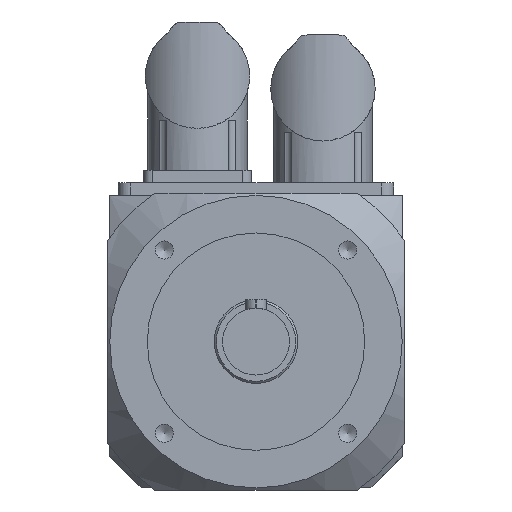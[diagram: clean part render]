
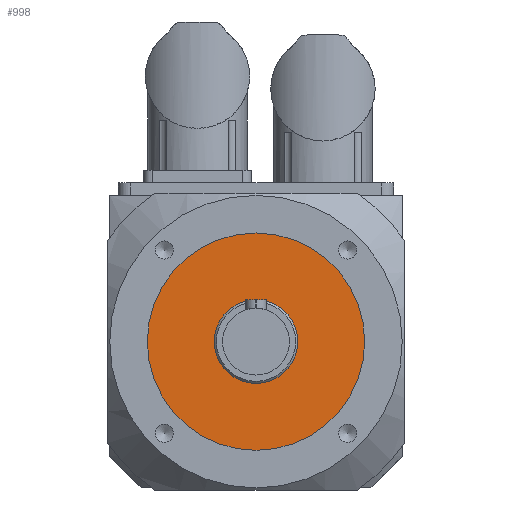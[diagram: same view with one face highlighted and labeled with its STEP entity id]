
A CAD part, front view. The second image highlights one B-rep face of the part: STEP entity #998.
In plain terms, the highlighted face is planar.
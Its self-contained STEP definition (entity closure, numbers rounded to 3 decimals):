
#384=FACE_BOUND('',#1687,.T.);
#698=CIRCLE('',#5622,10.);
#699=CIRCLE('',#5624,26.);
#998=ADVANCED_FACE('',(#384,#1384),#1133,.T.);
#1133=PLANE('',#5625);
#1384=FACE_OUTER_BOUND('',#1688,.T.);
#1687=EDGE_LOOP('',(#3240));
#1688=EDGE_LOOP('',(#3241));
#3240=ORIENTED_EDGE('',*,*,#4558,.F.);
#3241=ORIENTED_EDGE('',*,*,#4559,.T.);
#3844=VERTEX_POINT('',#9201);
#3845=VERTEX_POINT('',#9204);
#4558=EDGE_CURVE('',#3844,#3844,#698,.T.);
#4559=EDGE_CURVE('',#3845,#3845,#699,.T.);
#5622=AXIS2_PLACEMENT_3D('',#9200,#6929,#6930);
#5624=AXIS2_PLACEMENT_3D('',#9203,#6933,#6934);
#5625=AXIS2_PLACEMENT_3D('',#9205,#6935,#6936);
#6929=DIRECTION('',(0.,0.,-1.));
#6930=DIRECTION('',(-1.,0.,0.));
#6933=DIRECTION('',(0.,0.,-1.));
#6934=DIRECTION('',(-1.,0.,0.));
#6935=DIRECTION('',(0.,0.,-1.));
#6936=DIRECTION('',(-1.,0.,0.));
#9200=CARTESIAN_POINT('',(0.,0.,-53.));
#9201=CARTESIAN_POINT('',(-10.,0.,-53.));
#9203=CARTESIAN_POINT('',(0.,0.,-53.));
#9204=CARTESIAN_POINT('',(-26.,0.,-53.));
#9205=CARTESIAN_POINT('',(0.,0.,-53.));
